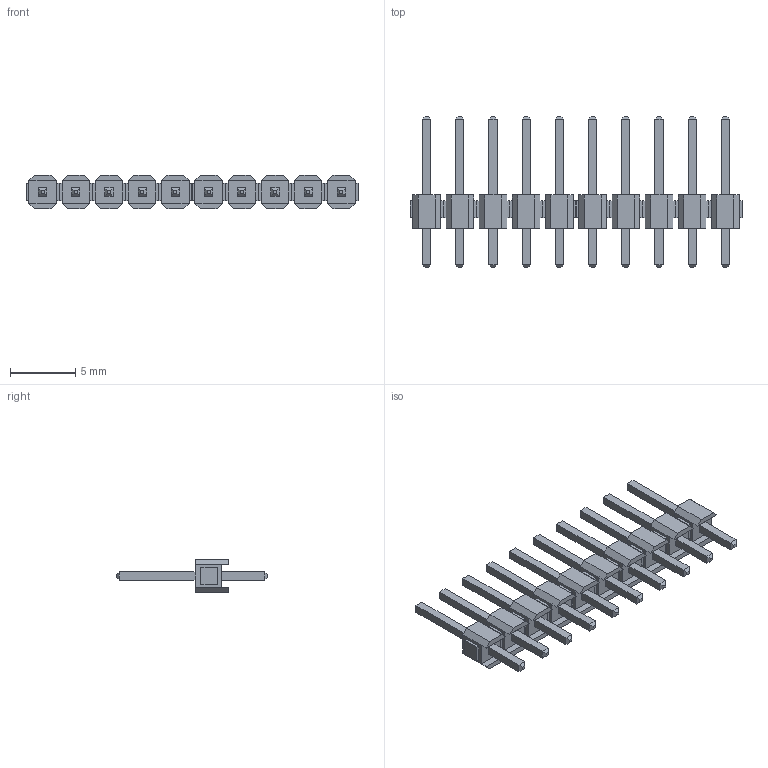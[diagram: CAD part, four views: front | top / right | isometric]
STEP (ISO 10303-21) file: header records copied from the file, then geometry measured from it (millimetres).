
FILE_DESCRIPTION (( 'STEP AP214' ), '1' );
FILE_NAME ('PLS-10.STEP', '2019-06-24T14:23:29', ( '' ), ( '' ), 'SwSTEP 2.0', 'SolidWorks 2018', '' );
FILE_SCHEMA (( 'AUTOMOTIVE_DESIGN' ));
Length unit declared in the file: millimetre
Products named in the file (2): PLS-01; PLS-10
Assembly tree (10 placements, depth 2):
  PLS-10
    PLS-01  x10
Bounding box: 25.4 x 11.54 x 2.54 mm (x, y, z)
Volume: 153.6 mm3; surface area: 576.2 mm2
Topology: 10 solids, 10 shells, 420 faces, 960 edges, 600 vertices
Faces by surface type: plane 420
Entity records: 1744 total; most frequent: CARTESIAN_POINT 211, DIRECTION 206, ORIENTED_EDGE 192, LINE 96, VECTOR 96, EDGE_CURVE 96, VERTEX_POINT 60, AXIS2_PLACEMENT_3D 55
